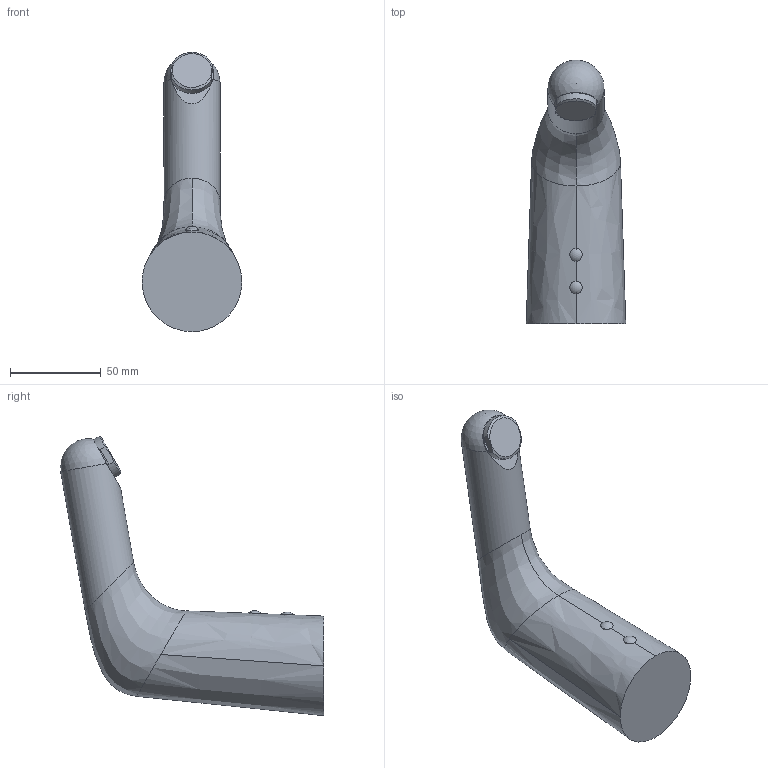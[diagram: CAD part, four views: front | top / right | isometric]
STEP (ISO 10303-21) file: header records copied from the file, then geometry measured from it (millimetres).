
FILE_DESCRIPTION (( 'STEP AP203' ), '1' );
FILE_NAME ('5520F(2016)+5550F(2016)+05672029+05672019.STEP', '2017-03-09T05:55:22', ( '' ), ( '' ), 'SwSTEP 2.0', 'SolidWorks 2016', '' );
FILE_SCHEMA (( 'CONFIG_CONTROL_DESIGN' ));
Length unit declared in the file: millimetre
Products named in the file (1): 5520F(2016)+5550F(2016)+05672029+05672019
Bounding box: 55 x 145.37 x 154.29 mm (x, y, z)
Volume: 318940.7 mm3; surface area: 32309.1 mm2
Topology: 3 solids, 3 shells, 24 faces, 53 edges, 34 vertices
Faces by surface type: plane 9, bspline 7, sphere 3, cone 3, cylinder 2
Full cylindrical faces by diameter (mm): 24 x1, 31 x1
Entity records: 2698 total; most frequent: CARTESIAN_POINT 2222, ORIENTED_EDGE 80, DIRECTION 64, EDGE_CURVE 40, AXIS2_PLACEMENT_3D 29, EDGE_LOOP 29, VERTEX_POINT 27, FACE_OUTER_BOUND 26
